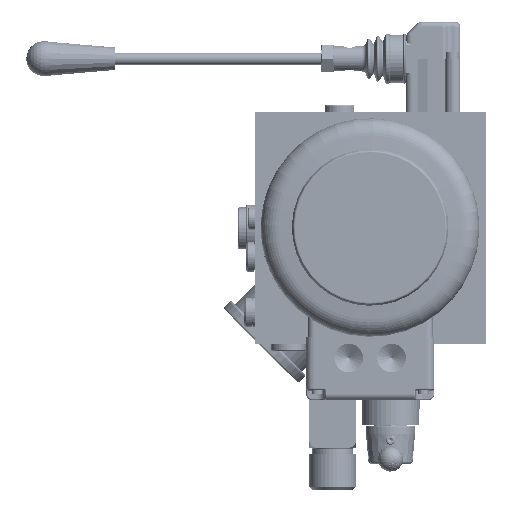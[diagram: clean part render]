
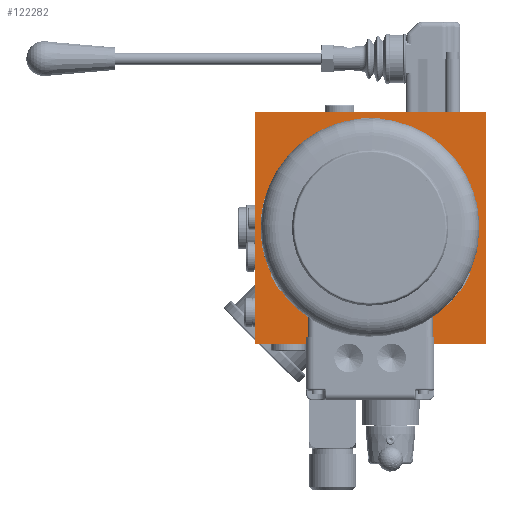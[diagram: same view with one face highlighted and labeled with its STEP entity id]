
A CAD part, top view. The second image highlights one B-rep face of the part: STEP entity #122282.
In plain terms, the highlighted planar face has unit normal (0, 0, 1).
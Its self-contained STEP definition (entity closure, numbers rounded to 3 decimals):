
#33953=DIRECTION('',(1.,0.,0.));
#33954=VECTOR('',#33953,148.);
#33955=CARTESIAN_POINT('',(-74.,-74.,50.));
#33956=LINE('',#33955,#33954);
#33960=DIRECTION('',(0.,-1.,0.));
#33961=VECTOR('',#33960,148.);
#33962=CARTESIAN_POINT('',(-74.,74.,50.));
#33963=LINE('',#33962,#33961);
#33967=DIRECTION('',(-1.,0.,0.));
#33968=VECTOR('',#33967,148.);
#33969=CARTESIAN_POINT('',(74.,74.,50.));
#33970=LINE('',#33969,#33968);
#33974=DIRECTION('',(0.,1.,0.));
#33975=VECTOR('',#33974,148.);
#33976=CARTESIAN_POINT('',(74.,-74.,50.));
#33977=LINE('',#33976,#33975);
#33981=CARTESIAN_POINT('',(0.,0.,50.));
#33982=DIRECTION('',(0.,0.,1.));
#33983=DIRECTION('',(-0.479,0.878,0.));
#33984=AXIS2_PLACEMENT_3D('',#33981,#33982,#33983);
#33989=CARTESIAN_POINT('',(0.,0.,50.));
#33990=DIRECTION('',(0.,0.,1.));
#33991=DIRECTION('',(0.479,-0.878,0.));
#33992=AXIS2_PLACEMENT_3D('',#33989,#33990,#33991);
#73451=CARTESIAN_POINT('',(-74.,74.,50.));
#73452=VERTEX_POINT('',#73451);
#73453=CARTESIAN_POINT('',(74.,74.,50.));
#73454=VERTEX_POINT('',#73453);
#73483=CARTESIAN_POINT('',(-74.,-74.,50.));
#73484=VERTEX_POINT('',#73483);
#73513=CARTESIAN_POINT('',(74.,-74.,50.));
#73514=VERTEX_POINT('',#73513);
#77087=CARTESIAN_POINT('',(-25.17,46.073,50.));
#77088=CARTESIAN_POINT('',(25.17,-46.073,50.));
#77089=VERTEX_POINT('',#77087);
#77090=VERTEX_POINT('',#77088);
#122265=CARTESIAN_POINT('',(0.,0.,50.));
#122266=DIRECTION('',(0.,0.,1.));
#122267=DIRECTION('',(1.,0.,0.));
#122268=AXIS2_PLACEMENT_3D('',#122265,#122266,#122267);
#122269=PLANE('',#122268);
#122270=ORIENTED_EDGE('',*,*,#78889,.F.);
#122271=ORIENTED_EDGE('',*,*,#78802,.F.);
#122272=ORIENTED_EDGE('',*,*,#78683,.F.);
#122273=ORIENTED_EDGE('',*,*,#78977,.F.);
#122274=EDGE_LOOP('',(#122270,#122271,#122272,#122273));
#122275=FACE_OUTER_BOUND('',#122274,.F.);
#122277=ORIENTED_EDGE('',*,*,#122276,.T.);
#122279=ORIENTED_EDGE('',*,*,#122278,.T.);
#122280=EDGE_LOOP('',(#122277,#122279));
#122281=FACE_BOUND('',#122280,.F.);
#122282=ADVANCED_FACE('',(#122275,#122281),#122269,.T.);
#33985=CIRCLE('',#33984,52.5);
#33993=CIRCLE('',#33992,52.5);
#78683=EDGE_CURVE('',#73454,#73452,#33970,.T.);
#78802=EDGE_CURVE('',#73452,#73484,#33963,.T.);
#78889=EDGE_CURVE('',#73484,#73514,#33956,.T.);
#78977=EDGE_CURVE('',#73514,#73454,#33977,.T.);
#122276=EDGE_CURVE('',#77089,#77090,#33985,.T.);
#122278=EDGE_CURVE('',#77090,#77089,#33993,.T.);
